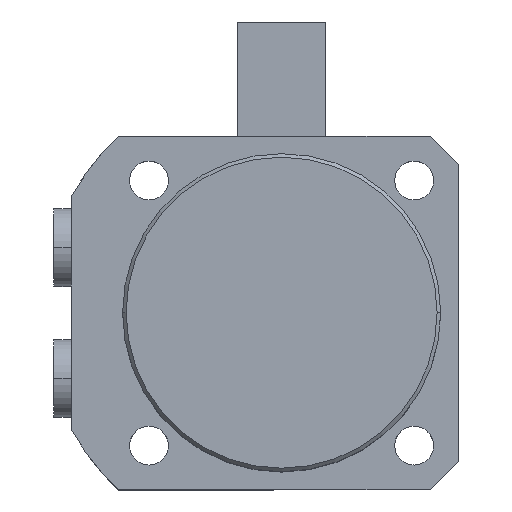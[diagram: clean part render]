
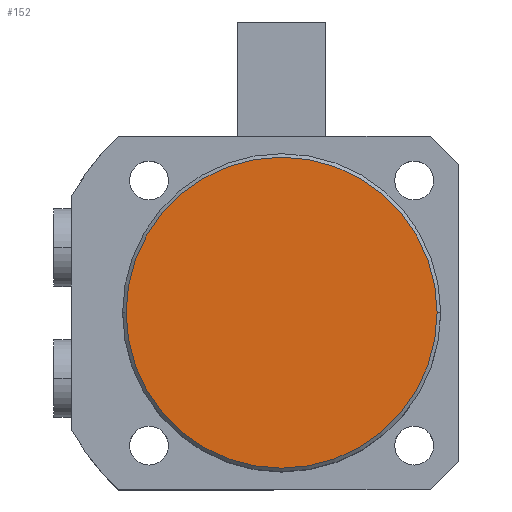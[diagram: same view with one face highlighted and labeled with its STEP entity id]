
A CAD part, top view. The second image highlights one B-rep face of the part: STEP entity #152.
In plain terms, the highlighted planar face has unit normal (0, 0, 1).
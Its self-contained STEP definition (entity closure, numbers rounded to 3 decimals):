
#152 = ADVANCED_FACE ( 'NONE', ( #7895 ), #4468, .T. ) ;
#308 = VERTEX_POINT ( 'NONE', #2628 ) ;
#1463 = VERTEX_POINT ( 'NONE', #5551 ) ;
#1580 = CIRCLE ( 'NONE', #3403, 44. ) ;
#1739 = CIRCLE ( 'NONE', #7910, 44. ) ;
#1969 = EDGE_CURVE ( 'NONE', #308, #1463, #1739, .T. ) ;
#2180 = DIRECTION ( 'NONE',  ( 1., 0., 0. ) ) ;
#2628 = CARTESIAN_POINT ( 'NONE',  ( -44., 0., 81. ) ) ;
#2732 = DIRECTION ( 'NONE',  ( 0., 0., 1. ) ) ;
#2970 = CARTESIAN_POINT ( 'NONE',  ( 0., 0., 81. ) ) ;
#3403 = AXIS2_PLACEMENT_3D ( 'NONE', #4919, #4911, #4888 ) ;
#4468 = PLANE ( 'NONE',  #8432 ) ;
#4888 = DIRECTION ( 'NONE',  ( 1., 0., 0. ) ) ;
#4911 = DIRECTION ( 'NONE',  ( 0., 0., 1. ) ) ;
#4919 = CARTESIAN_POINT ( 'NONE',  ( 0., 0., 81. ) ) ;
#4929 = EDGE_CURVE ( 'NONE', #1463, #308, #1580, .T. ) ;
#5551 = CARTESIAN_POINT ( 'NONE',  ( 44., 0., 81. ) ) ;
#5709 = DIRECTION ( 'NONE',  ( 1., 0., 0. ) ) ;
#5862 = ORIENTED_EDGE ( 'NONE', *, *, #4929, .T. ) ;
#6068 = DIRECTION ( 'NONE',  ( 0., 0., 1. ) ) ;
#6778 = CARTESIAN_POINT ( 'NONE',  ( 0., 0., 81. ) ) ;
#7895 = FACE_OUTER_BOUND ( 'NONE', #8803, .T. ) ;
#7910 = AXIS2_PLACEMENT_3D ( 'NONE', #2970, #2732, #2180 ) ;
#8416 = ORIENTED_EDGE ( 'NONE', *, *, #1969, .T. ) ;
#8432 = AXIS2_PLACEMENT_3D ( 'NONE', #6778, #6068, #5709 ) ;
#8803 = EDGE_LOOP ( 'NONE', ( #8416, #5862 ) ) ;
